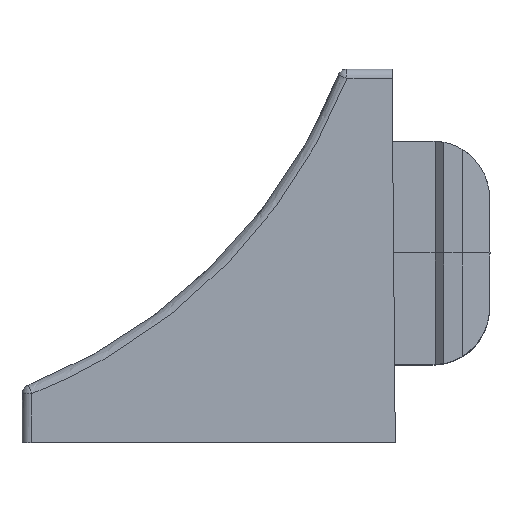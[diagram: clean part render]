
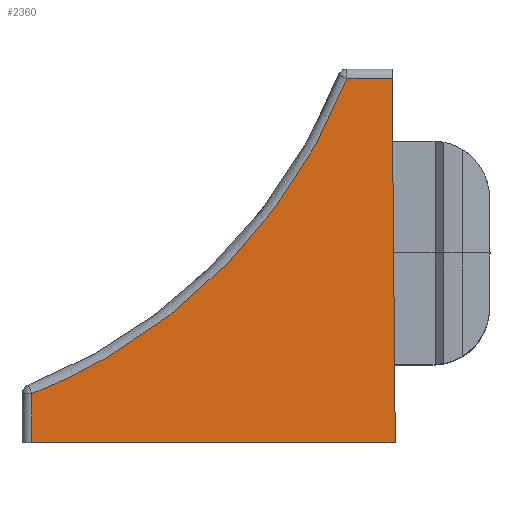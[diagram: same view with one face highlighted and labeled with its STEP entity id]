
A CAD part, top view. The second image highlights one B-rep face of the part: STEP entity #2360.
In plain terms, the highlighted planar face has unit normal (0, 0.009, 1).
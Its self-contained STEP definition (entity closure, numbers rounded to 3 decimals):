
#127 = EDGE_CURVE ( 'NONE', #2895, #1204, #2488, .T. ) ;
#134 = LINE ( 'NONE', #4218, #137 ) ;
#135 = LINE ( 'NONE', #4193, #138 ) ;
#137 = VECTOR ( 'NONE', #4207, 1000. ) ;
#138 = VECTOR ( 'NONE', #4190, 1000. ) ;
#242 = LINE ( 'NONE', #3901, #244 ) ;
#244 = VECTOR ( 'NONE', #3804, 1000. ) ;
#365 = FACE_OUTER_BOUND ( 'NONE', #2905, .T. ) ;
#597 = LINE ( 'NONE', #1919, #600 ) ;
#600 = VECTOR ( 'NONE', #1920, 1000. ) ;
#1080 = ORIENTED_EDGE ( 'NONE', *, *, #2181, .T. ) ;
#1081 = ORIENTED_EDGE ( 'NONE', *, *, #2247, .F. ) ;
#1082 = ORIENTED_EDGE ( 'NONE', *, *, #2665, .T. ) ;
#1083 = ORIENTED_EDGE ( 'NONE', *, *, #2180, .T. ) ;
#1084 = ORIENTED_EDGE ( 'NONE', *, *, #127, .T. ) ;
#1204 = VERTEX_POINT ( 'NONE', #4430 ) ;
#1919 = CARTESIAN_POINT ( 'NONE',  ( -9.85, 0., 9.85 ) ) ;
#1920 = DIRECTION ( 'NONE',  ( 1., 0., 0. ) ) ;
#2009 = CARTESIAN_POINT ( 'NONE',  ( 9.682, 19.204, 9.682 ) ) ;
#2107 = CARTESIAN_POINT ( 'NONE',  ( 9.85, 0., 9.85 ) ) ;
#2108 = CARTESIAN_POINT ( 'NONE',  ( -9.35, 0., 9.85 ) ) ;
#2117 = CARTESIAN_POINT ( 'NONE',  ( 7.302, 19.204, 9.682 ) ) ;
#2180 = EDGE_CURVE ( 'NONE', #1204, #2886, #134, .T. ) ;
#2181 = EDGE_CURVE ( 'NONE', #2785, #2895, #135, .T. ) ;
#2247 = EDGE_CURVE ( 'NONE', #2785, #2885, #242, .T. ) ;
#2360 = ADVANCED_FACE ( 'Face1', ( #365 ), #3597, .T. ) ;
#2488 =( BOUNDED_CURVE ( )  B_SPLINE_CURVE ( 3, ( #4500, #4507, #4540, #4496 ),
 .UNSPECIFIED., .F., .T. ) 
 B_SPLINE_CURVE_WITH_KNOTS ( ( 4, 4 ),
 ( 1.946, 2.766 ),
 .UNSPECIFIED. ) 
 CURVE ( )  GEOMETRIC_REPRESENTATION_ITEM ( )  RATIONAL_B_SPLINE_CURVE ( ( 1., 0.945, 0.945, 1. ) ) 
 REPRESENTATION_ITEM ( '' )  );
#2568 = AXIS2_PLACEMENT_3D ( 'NONE', #3607, #3595, #3594 ) ;
#2665 = EDGE_CURVE ( 'NONE', #2886, #2885, #597, .T. ) ;
#2785 = VERTEX_POINT ( 'NONE', #2009 ) ;
#2885 = VERTEX_POINT ( 'NONE', #2107 ) ;
#2886 = VERTEX_POINT ( 'NONE', #2108 ) ;
#2895 = VERTEX_POINT ( 'NONE', #2117 ) ;
#2905 = EDGE_LOOP ( 'NONE', ( #1084, #1083, #1082, #1081, #1080 ) ) ;
#3594 = DIRECTION ( 'NONE',  ( 0., -1., 0.009 ) ) ;
#3595 = DIRECTION ( 'NONE',  ( 0., 0.009, 1. ) ) ;
#3597 = PLANE ( 'NONE',  #2568 ) ;
#3607 = CARTESIAN_POINT ( 'NONE',  ( -9.85, 0., 9.85 ) ) ;
#3804 = DIRECTION ( 'NONE',  ( 0.009, -1., 0.009 ) ) ;
#3901 = CARTESIAN_POINT ( 'NONE',  ( 9.848, 0.172, 9.848 ) ) ;
#4190 = DIRECTION ( 'NONE',  ( -1., 0., 0. ) ) ;
#4193 = CARTESIAN_POINT ( 'NONE',  ( -9.85, 19.204, 9.682 ) ) ;
#4207 = DIRECTION ( 'NONE',  ( -0.009, -1., 0.009 ) ) ;
#4218 = CARTESIAN_POINT ( 'NONE',  ( -9.35, -0.004, 9.85 ) ) ;
#4430 = CARTESIAN_POINT ( 'NONE',  ( -9.328, 2.561, 9.828 ) ) ;
#4496 = CARTESIAN_POINT ( 'NONE',  ( -9.328, 2.561, 9.828 ) ) ;
#4500 = CARTESIAN_POINT ( 'NONE',  ( 7.302, 19.204, 9.682 ) ) ;
#4507 = CARTESIAN_POINT ( 'NONE',  ( 4.263, 11.479, 9.75 ) ) ;
#4540 = CARTESIAN_POINT ( 'NONE',  ( -1.605, 5.607, 9.801 ) ) ;
